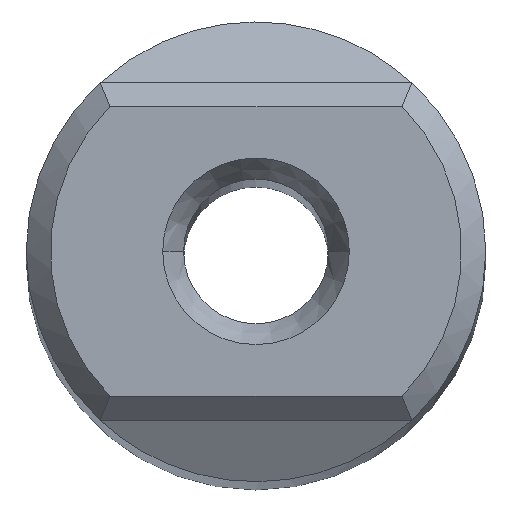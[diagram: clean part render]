
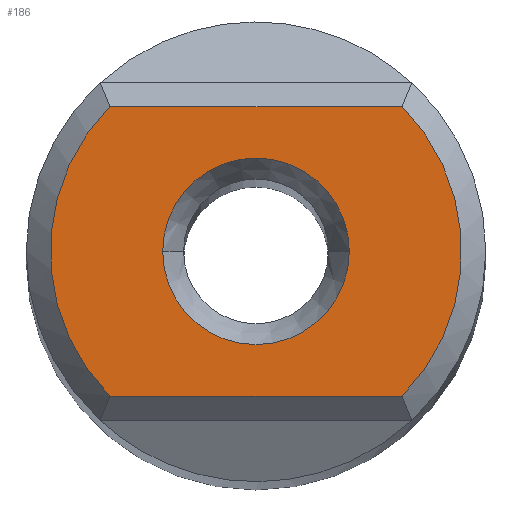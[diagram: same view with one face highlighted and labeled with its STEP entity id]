
A CAD part, top view. The second image highlights one B-rep face of the part: STEP entity #186.
In plain terms, the highlighted planar face has unit normal (0, 0, 1).
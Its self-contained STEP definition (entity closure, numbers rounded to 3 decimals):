
#116=LINE('',#984,#150);
#117=LINE('',#988,#151);
#150=VECTOR('',#802,1.);
#151=VECTOR('',#805,1.);
#186=ADVANCED_FACE('',(#222,#223),#209,.F.);
#209=PLANE('',#658);
#222=FACE_BOUND('',#245,.T.);
#223=FACE_BOUND('',#246,.T.);
#245=EDGE_LOOP('',(#338,#339,#340,#341));
#246=EDGE_LOOP('',(#342,#343));
#338=ORIENTED_EDGE('',*,*,#511,.T.);
#339=ORIENTED_EDGE('',*,*,#512,.T.);
#340=ORIENTED_EDGE('',*,*,#513,.T.);
#341=ORIENTED_EDGE('',*,*,#514,.T.);
#342=ORIENTED_EDGE('',*,*,#510,.F.);
#343=ORIENTED_EDGE('',*,*,#515,.F.);
#448=VERTEX_POINT('',#976);
#449=VERTEX_POINT('',#978);
#450=VERTEX_POINT('',#982);
#451=VERTEX_POINT('',#983);
#452=VERTEX_POINT('',#985);
#453=VERTEX_POINT('',#987);
#510=EDGE_CURVE('',#449,#448,#574,.T.);
#511=EDGE_CURVE('',#450,#451,#575,.T.);
#512=EDGE_CURVE('',#451,#452,#116,.T.);
#513=EDGE_CURVE('',#452,#453,#576,.T.);
#514=EDGE_CURVE('',#453,#450,#117,.T.);
#515=EDGE_CURVE('',#448,#449,#577,.T.);
#574=CIRCLE('',#653,3.866);
#575=CIRCLE('',#655,8.525);
#576=CIRCLE('',#656,8.525);
#577=CIRCLE('',#657,3.866);
#653=AXIS2_PLACEMENT_3D('',#979,#796,#797);
#655=AXIS2_PLACEMENT_3D('',#981,#800,#801);
#656=AXIS2_PLACEMENT_3D('',#986,#803,#804);
#657=AXIS2_PLACEMENT_3D('',#989,#806,#807);
#658=AXIS2_PLACEMENT_3D('',#990,#808,#809);
#796=DIRECTION('',(0.,0.,1.));
#797=DIRECTION('',(1.,0.,0.));
#800=DIRECTION('',(0.,0.,1.));
#801=DIRECTION('',(-0.71,0.704,0.));
#802=DIRECTION('',(1.,0.,0.));
#803=DIRECTION('',(0.,0.,1.));
#804=DIRECTION('',(0.71,-0.704,0.));
#805=DIRECTION('',(-1.,0.,0.));
#806=DIRECTION('',(0.,0.,1.));
#807=DIRECTION('',(-1.,0.,0.));
#808=DIRECTION('',(0.,0.,-1.));
#809=DIRECTION('',(-1.,0.,0.));
#976=CARTESIAN_POINT('',(-3.866,0.,0.));
#978=CARTESIAN_POINT('',(3.866,0.,0.));
#979=CARTESIAN_POINT('',(0.,0.,0.));
#981=CARTESIAN_POINT('',(0.,0.,0.));
#982=CARTESIAN_POINT('',(-6.056,6.,0.));
#983=CARTESIAN_POINT('',(-6.056,-6.,0.));
#984=CARTESIAN_POINT('',(-6.056,-6.,0.));
#985=CARTESIAN_POINT('',(6.056,-6.,0.));
#986=CARTESIAN_POINT('',(0.,0.,0.));
#987=CARTESIAN_POINT('',(6.056,6.,0.));
#988=CARTESIAN_POINT('',(6.056,6.,0.));
#989=CARTESIAN_POINT('',(0.,0.,0.));
#990=CARTESIAN_POINT('',(0.,0.,0.));
